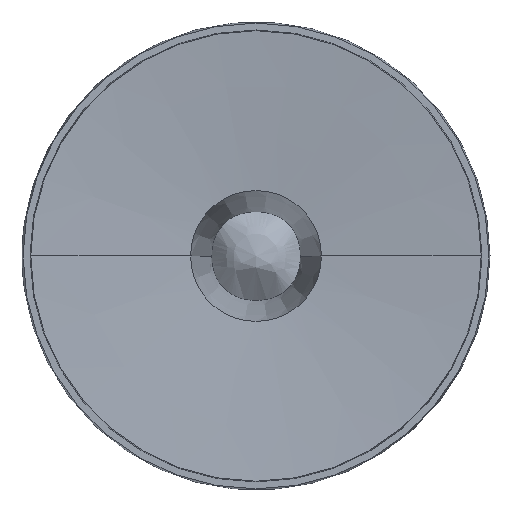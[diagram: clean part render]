
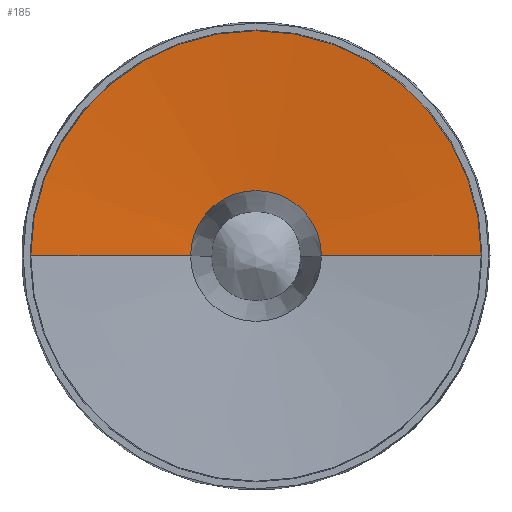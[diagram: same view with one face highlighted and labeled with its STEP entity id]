
A CAD part, top view. The second image highlights one B-rep face of the part: STEP entity #185.
In plain terms, the highlighted conical face has half-angle 85.188 degrees and reference radius 7.745 mm.
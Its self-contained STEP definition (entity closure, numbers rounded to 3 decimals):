
#136=CONICAL_SURFACE('',#573,7.745,85.188);
#147=LINE('',#975,#163);
#148=LINE('',#977,#164);
#163=VECTOR('',#637,1.);
#164=VECTOR('',#640,1.);
#185=ADVANCED_FACE('',(#215),#136,.F.);
#215=FACE_OUTER_BOUND('',#240,.T.);
#240=EDGE_LOOP('',(#337,#338,#339,#340));
#337=ORIENTED_EDGE('',*,*,#475,.F.);
#338=ORIENTED_EDGE('',*,*,#491,.T.);
#339=ORIENTED_EDGE('',*,*,#477,.T.);
#340=ORIENTED_EDGE('',*,*,#470,.F.);
#426=VERTEX_POINT('',#964);
#427=VERTEX_POINT('',#965);
#430=VERTEX_POINT('',#973);
#431=VERTEX_POINT('',#974);
#470=EDGE_CURVE('',#426,#427,#521,.T.);
#475=EDGE_CURVE('',#431,#426,#147,.T.);
#477=EDGE_CURVE('',#430,#427,#148,.T.);
#491=EDGE_CURVE('',#431,#430,#532,.T.);
#521=CIRCLE('',#554,26.663);
#532=CIRCLE('',#571,7.745);
#554=AXIS2_PLACEMENT_3D('',#963,#627,#628);
#571=AXIS2_PLACEMENT_3D('',#1020,#669,#670);
#573=AXIS2_PLACEMENT_3D('',#1022,#673,#674);
#627=DIRECTION('',(0.,0.,-1.));
#628=DIRECTION('',(-1.,0.,0.));
#637=DIRECTION('',(-0.996,0.,0.084));
#640=DIRECTION('',(0.996,0.,0.084));
#669=DIRECTION('',(0.,0.,-1.));
#670=DIRECTION('',(-1.,0.,0.));
#673=DIRECTION('',(0.,0.,1.));
#674=DIRECTION('',(-1.,0.,0.));
#963=CARTESIAN_POINT('',(0.,0.,37.493));
#964=CARTESIAN_POINT('',(-26.663,0.,37.493));
#965=CARTESIAN_POINT('',(26.663,0.,37.493));
#973=CARTESIAN_POINT('',(7.745,0.,35.9));
#974=CARTESIAN_POINT('',(-7.745,0.,35.9));
#975=CARTESIAN_POINT('',(-7.745,0.,35.9));
#977=CARTESIAN_POINT('',(7.745,0.,35.9));
#1020=CARTESIAN_POINT('',(0.,0.,35.9));
#1022=CARTESIAN_POINT('',(0.,0.,35.9));
